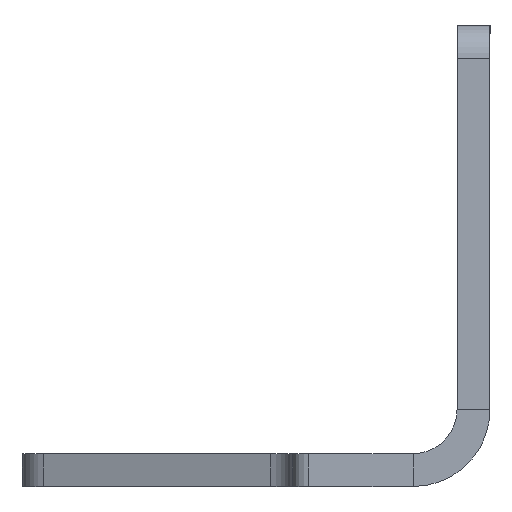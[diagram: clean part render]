
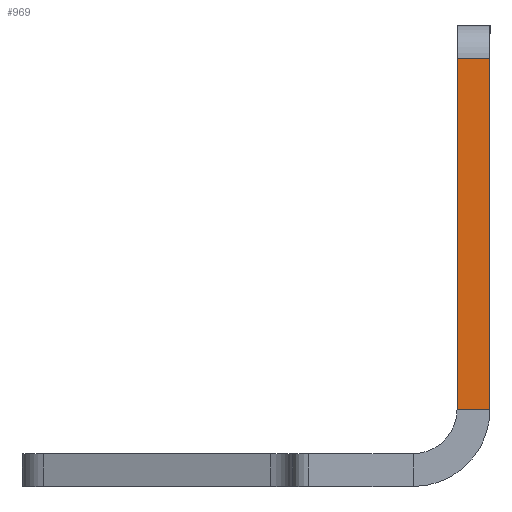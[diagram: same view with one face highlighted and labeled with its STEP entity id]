
A CAD part, left-side view. The second image highlights one B-rep face of the part: STEP entity #969.
In plain terms, the highlighted planar face has unit normal (-1, 0, 0).
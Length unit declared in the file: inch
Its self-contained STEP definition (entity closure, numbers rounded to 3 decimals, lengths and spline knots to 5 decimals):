
#193 = CARTESIAN_POINT ( 'NONE',  ( -30.64844, -1.03412, 0. ) ) ;
#207 = FACE_OUTER_BOUND ( 'NONE', #2940, .T. ) ;
#229 = DIRECTION ( 'NONE',  ( 0., 1., 0. ) ) ;
#324 = VECTOR ( 'NONE', #627, 39.37008 ) ;
#386 = EDGE_CURVE ( 'NONE', #2780, #510, #2226, .T. ) ;
#460 = CARTESIAN_POINT ( 'NONE',  ( -30.64844, -0.90912, 0.16693 ) ) ;
#510 = VERTEX_POINT ( 'NONE', #460 ) ;
#511 = EDGE_CURVE ( 'NONE', #510, #1918, #1405, .T. ) ;
#627 = DIRECTION ( 'NONE',  ( 0., 0., -1. ) ) ;
#720 = CARTESIAN_POINT ( 'NONE',  ( -30.64844, -1.03412, 0.16693 ) ) ;
#859 = ORIENTED_EDGE ( 'NONE', *, *, #511, .T. ) ;
#888 = PLANE ( 'NONE',  #2502 ) ;
#897 = CARTESIAN_POINT ( 'NONE',  ( -30.64844, -1.03412, 0.16693 ) ) ;
#922 = CARTESIAN_POINT ( 'NONE',  ( -30.64844, -1.03412, 0. ) ) ;
#969 = ADVANCED_FACE ( 'NONE', ( #207 ), #888, .F. ) ;
#989 = VERTEX_POINT ( 'NONE', #1534 ) ;
#992 = LINE ( 'NONE', #1458, #2511 ) ;
#1101 = ORIENTED_EDGE ( 'NONE', *, *, #2978, .F. ) ;
#1166 = DIRECTION ( 'NONE',  ( 0., -1., 0. ) ) ;
#1405 = LINE ( 'NONE', #720, #2835 ) ;
#1430 = ORIENTED_EDGE ( 'NONE', *, *, #386, .T. ) ;
#1458 = CARTESIAN_POINT ( 'NONE',  ( -30.64844, -1.03412, 1.5 ) ) ;
#1510 = ORIENTED_EDGE ( 'NONE', *, *, #2404, .T. ) ;
#1534 = CARTESIAN_POINT ( 'NONE',  ( -30.64844, -1.03412, 1.5 ) ) ;
#1706 = CARTESIAN_POINT ( 'NONE',  ( -30.64844, -0.90912, 1.5 ) ) ;
#1918 = VERTEX_POINT ( 'NONE', #897 ) ;
#2039 = VECTOR ( 'NONE', #2939, 39.37008 ) ;
#2226 = LINE ( 'NONE', #2958, #2039 ) ;
#2404 = EDGE_CURVE ( 'NONE', #989, #2780, #992, .T. ) ;
#2489 = DIRECTION ( 'NONE',  ( 0., 0., -1. ) ) ;
#2502 = AXIS2_PLACEMENT_3D ( 'NONE', #193, #2693, #2489 ) ;
#2511 = VECTOR ( 'NONE', #229, 39.37008 ) ;
#2693 = DIRECTION ( 'NONE',  ( 1., 0., 0. ) ) ;
#2704 = LINE ( 'NONE', #922, #324 ) ;
#2780 = VERTEX_POINT ( 'NONE', #1706 ) ;
#2835 = VECTOR ( 'NONE', #1166, 39.37008 ) ;
#2939 = DIRECTION ( 'NONE',  ( 0., 0., -1. ) ) ;
#2940 = EDGE_LOOP ( 'NONE', ( #1101, #1510, #1430, #859 ) ) ;
#2958 = CARTESIAN_POINT ( 'NONE',  ( -30.64844, -0.90912, 0. ) ) ;
#2978 = EDGE_CURVE ( 'NONE', #989, #1918, #2704, .T. ) ;
